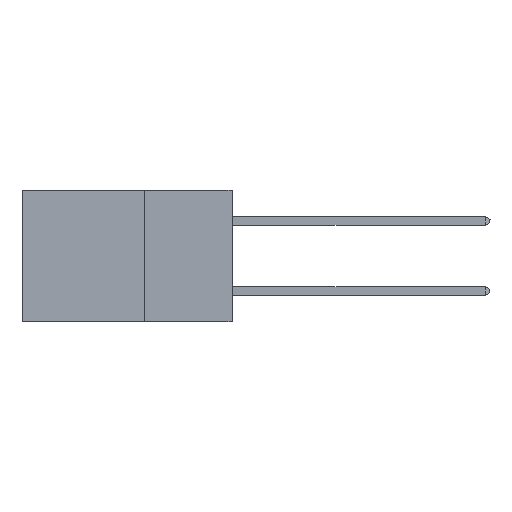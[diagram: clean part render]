
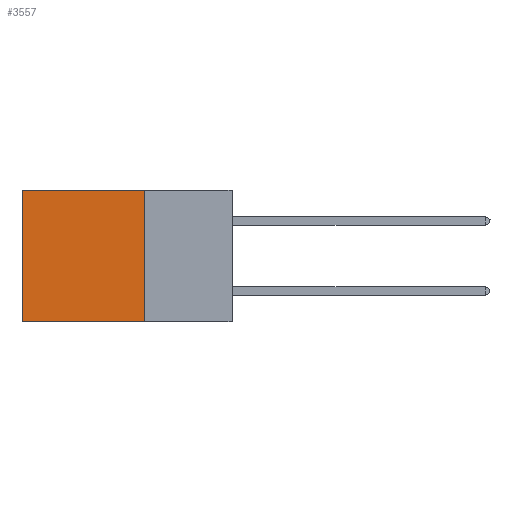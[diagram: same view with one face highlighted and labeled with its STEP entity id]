
A CAD part, left-side view. The second image highlights one B-rep face of the part: STEP entity #3557.
In plain terms, the highlighted planar face has unit normal (-1, 0, 0).
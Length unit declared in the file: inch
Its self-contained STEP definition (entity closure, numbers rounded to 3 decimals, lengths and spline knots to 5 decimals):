
#873 = DIRECTION ( 'NONE',  ( 1., 0., 0. ) ) ;
#1157 = DIRECTION ( 'NONE',  ( 0., 0., -1. ) ) ;
#1252 = VECTOR ( 'NONE', #1716, 39.37008 ) ;
#1425 = LINE ( 'NONE', #8907, #1960 ) ;
#1598 = EDGE_CURVE ( 'NONE', #4548, #11765, #1425, .T. ) ;
#1671 = VERTEX_POINT ( 'NONE', #8976 ) ;
#1716 = DIRECTION ( 'NONE',  ( 0., 1., 0. ) ) ;
#1889 = ORIENTED_EDGE ( 'NONE', *, *, #4265, .T. ) ;
#1960 = VECTOR ( 'NONE', #13099, 39.37008 ) ;
#3089 = CARTESIAN_POINT ( 'NONE',  ( 0.2875, 0.6, -0.375 ) ) ;
#3143 = EDGE_CURVE ( 'NONE', #7308, #1671, #9628, .T. ) ;
#3300 = DIRECTION ( 'NONE',  ( 0., 1., 0. ) ) ;
#3557 = ADVANCED_FACE ( 'NONE', ( #5035 ), #12417, .F. ) ;
#4129 = ORIENTED_EDGE ( 'NONE', *, *, #10063, .F. ) ;
#4221 = CARTESIAN_POINT ( 'NONE',  ( 0.2875, 0.25, 0. ) ) ;
#4265 = EDGE_CURVE ( 'NONE', #7308, #4548, #5746, .T. ) ;
#4349 = VECTOR ( 'NONE', #3300, 39.37008 ) ;
#4491 = VECTOR ( 'NONE', #1157, 39.37008 ) ;
#4548 = VERTEX_POINT ( 'NONE', #6491 ) ;
#5035 = FACE_OUTER_BOUND ( 'NONE', #9747, .T. ) ;
#5599 = AXIS2_PLACEMENT_3D ( 'NONE', #12351, #873, #13371 ) ;
#5746 = LINE ( 'NONE', #10997, #1252 ) ;
#5805 = ORIENTED_EDGE ( 'NONE', *, *, #3143, .F. ) ;
#6422 = ORIENTED_EDGE ( 'NONE', *, *, #1598, .T. ) ;
#6491 = CARTESIAN_POINT ( 'NONE',  ( 0.2875, 0.6, 0. ) ) ;
#7308 = VERTEX_POINT ( 'NONE', #4221 ) ;
#8543 = CARTESIAN_POINT ( 'NONE',  ( 0.2875, 0.25, -0.375 ) ) ;
#8615 = LINE ( 'NONE', #8543, #4349 ) ;
#8907 = CARTESIAN_POINT ( 'NONE',  ( 0.2875, 0.6, -0.375 ) ) ;
#8976 = CARTESIAN_POINT ( 'NONE',  ( 0.2875, 0.25, -0.375 ) ) ;
#9628 = LINE ( 'NONE', #10510, #4491 ) ;
#9747 = EDGE_LOOP ( 'NONE', ( #6422, #4129, #5805, #1889 ) ) ;
#10063 = EDGE_CURVE ( 'NONE', #1671, #11765, #8615, .T. ) ;
#10510 = CARTESIAN_POINT ( 'NONE',  ( 0.2875, 0.25, -0.375 ) ) ;
#10997 = CARTESIAN_POINT ( 'NONE',  ( 0.2875, 0.25, 0. ) ) ;
#11765 = VERTEX_POINT ( 'NONE', #3089 ) ;
#12351 = CARTESIAN_POINT ( 'NONE',  ( 0.2875, 0.25, -0.375 ) ) ;
#12417 = PLANE ( 'NONE',  #5599 ) ;
#13099 = DIRECTION ( 'NONE',  ( 0., 0., -1. ) ) ;
#13371 = DIRECTION ( 'NONE',  ( 0., 0., -1. ) ) ;
